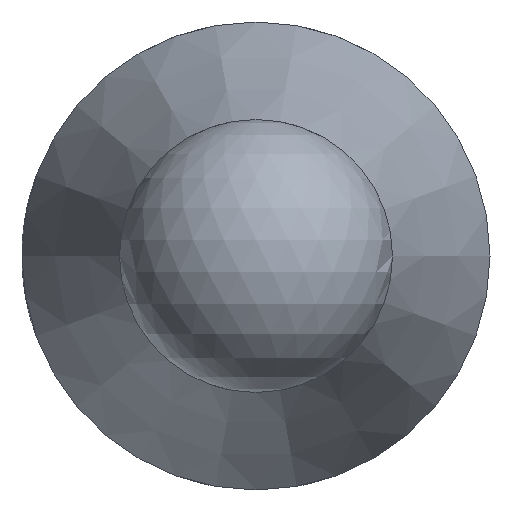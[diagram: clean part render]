
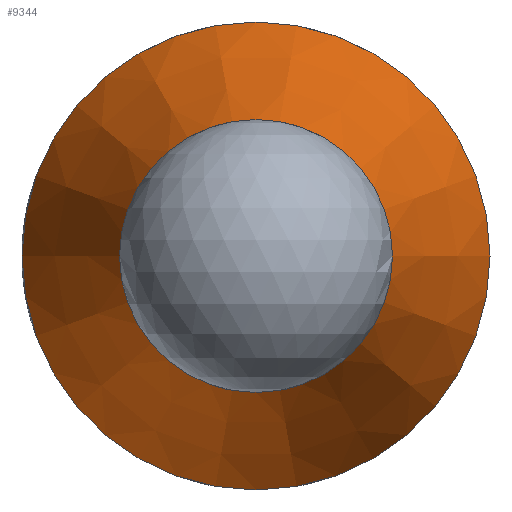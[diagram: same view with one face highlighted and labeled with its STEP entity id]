
A CAD part, left-side view. The second image highlights one B-rep face of the part: STEP entity #9344.
In plain terms, the highlighted conical face has half-angle 20 degrees and reference radius 1.75 mm.
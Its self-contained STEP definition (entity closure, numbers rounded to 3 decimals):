
#2 = VERTEX_POINT ( 'NONE', #5708 ) ;
#2202 = CARTESIAN_POINT ( 'NONE',  ( -73.934, -16.93, 0. ) ) ;
#2300 = DIRECTION ( 'NONE',  ( 1., 0., 0. ) ) ;
#3216 = CARTESIAN_POINT ( 'NONE',  ( -70.5, -16.93, 0. ) ) ;
#4240 = DIRECTION ( 'NONE',  ( 1., 0., 0. ) ) ;
#4885 = ORIENTED_EDGE ( 'NONE', *, *, #5201, .F. ) ;
#4889 = EDGE_LOOP ( 'NONE', ( #6203 ) ) ;
#5201 = EDGE_CURVE ( 'NONE', #2, #2, #7687, .T. ) ;
#5708 = CARTESIAN_POINT ( 'NONE',  ( -70.5, -13.93, 0. ) ) ;
#5829 = DIRECTION ( 'NONE',  ( 0., 1., 0. ) ) ;
#5947 = DIRECTION ( 'NONE',  ( 1., 0., 0. ) ) ;
#6052 = FACE_BOUND ( 'NONE', #4889, .T. ) ;
#6203 = ORIENTED_EDGE ( 'NONE', *, *, #9792, .T. ) ;
#7144 = DIRECTION ( 'NONE',  ( 0., 1., 0. ) ) ;
#7351 = CARTESIAN_POINT ( 'NONE',  ( -73.934, -15.18, 0. ) ) ;
#7687 = CIRCLE ( 'NONE', #9241, 3. ) ;
#8368 = VERTEX_POINT ( 'NONE', #7351 ) ;
#8508 = EDGE_LOOP ( 'NONE', ( #4885 ) ) ;
#9241 = AXIS2_PLACEMENT_3D ( 'NONE', #3216, #4240, #11384 ) ;
#9344 = ADVANCED_FACE ( 'NONE', ( #10650, #6052 ), #11708, .T. ) ;
#9771 = CIRCLE ( 'NONE', #11138, 1.75 ) ;
#9792 = EDGE_CURVE ( 'NONE', #8368, #8368, #9771, .T. ) ;
#10650 = FACE_OUTER_BOUND ( 'NONE', #8508, .T. ) ;
#10944 = AXIS2_PLACEMENT_3D ( 'NONE', #11738, #2300, #7144 ) ;
#11138 = AXIS2_PLACEMENT_3D ( 'NONE', #2202, #5947, #5829 ) ;
#11384 = DIRECTION ( 'NONE',  ( 0., 1., 0. ) ) ;
#11708 = CONICAL_SURFACE ( 'NONE', #10944, 1.75, 0.349 ) ;
#11738 = CARTESIAN_POINT ( 'NONE',  ( -73.934, -16.93, 0. ) ) ;
